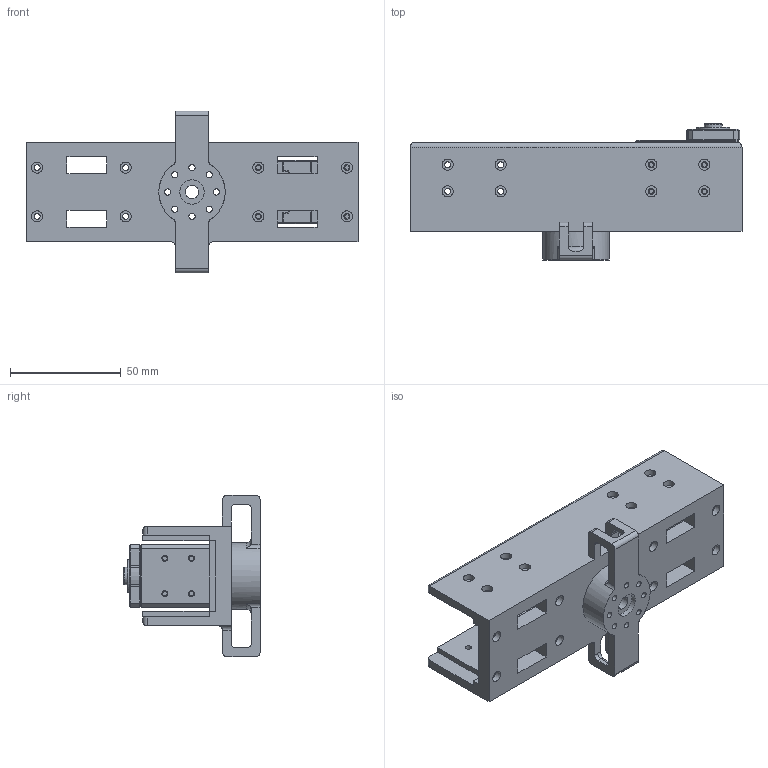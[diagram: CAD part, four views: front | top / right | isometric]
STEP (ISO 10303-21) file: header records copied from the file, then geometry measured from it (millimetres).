
FILE_DESCRIPTION(/* description */ (''),/* implementation_level */ '2;1');
FILE_NAME(/* name */ '',/* time_stamp */ '2024-08-18T19:24:33+09:00',/* author */ ('JEONSEONGHYEON'),/* organization */ (''),/* preprocessor_version */ 'ST-DEVELOPER v20',/* originating_system */ 'Autodesk Inventor 2025',/* authorisation */ '');
FILE_SCHEMA (('AUTOMOTIVE_DESIGN { 1 0 10303 214 3 1 1 }'));
Length unit declared in the file: millimetre
Products named in the file (12): 조립품1103; 손목판3; XM430혼체결; EPX430_BR101_ASM; HN12_B101_T_BR1; HN12_B101_B_BR1; BEARING_6702ZZ; DC12_X430_DUMMY_ASSY_ASM; DUMMY_DC12; WBH_M2_5X12; DC12_A01_SPACER_RING_1; DC12_A01_CVR_CABLE_5
Assembly tree (23 placements, depth 4):
  조립품1103
    손목판3
    XM430혼체결
      EPX430_BR101_ASM
        HN12_B101_T_BR1
        HN12_B101_B_BR1
        BEARING_6702ZZ
      DC12_X430_DUMMY_ASSY_ASM
        DUMMY_DC12
        WBH_M2_5X12  x6
        DC12_A01_SPACER_RING_1  x8
        DC12_A01_CVR_CABLE_5
Bounding box: 150 x 61.5 x 73 mm (x, y, z)
Volume: 157711.8 mm3; surface area: 61060 mm2
Topology: 20 solids, 28 shells, 902 faces, 2226 edges, 1438 vertices
Faces by surface type: plane 472, cylinder 282, cone 128, torus 18, bspline 2
Full cylindrical faces by diameter (mm): 1.6 x8, 2 x8, 2.05 x24, 2.5 x6, 2.6 x12, 2.7 x24, 2.8 x16, 3.1 x1, 3.4 x8, 4.5 x6, 4.8 x20, 5 x32, 5.8 x1, 6 x2, 8 x1, 8.9 x1, 11 x1, 15 x2, 16.5 x1, 19.5 x1, 21 x2, 30 x1
Entity records: 23165 total; most frequent: CARTESIAN_POINT 4498, DIRECTION 3900, ORIENTED_EDGE 3636, EDGE_CURVE 1826, AXIS2_PLACEMENT_3D 1386, VERTEX_POINT 1184, LINE 1128, VECTOR 1128
